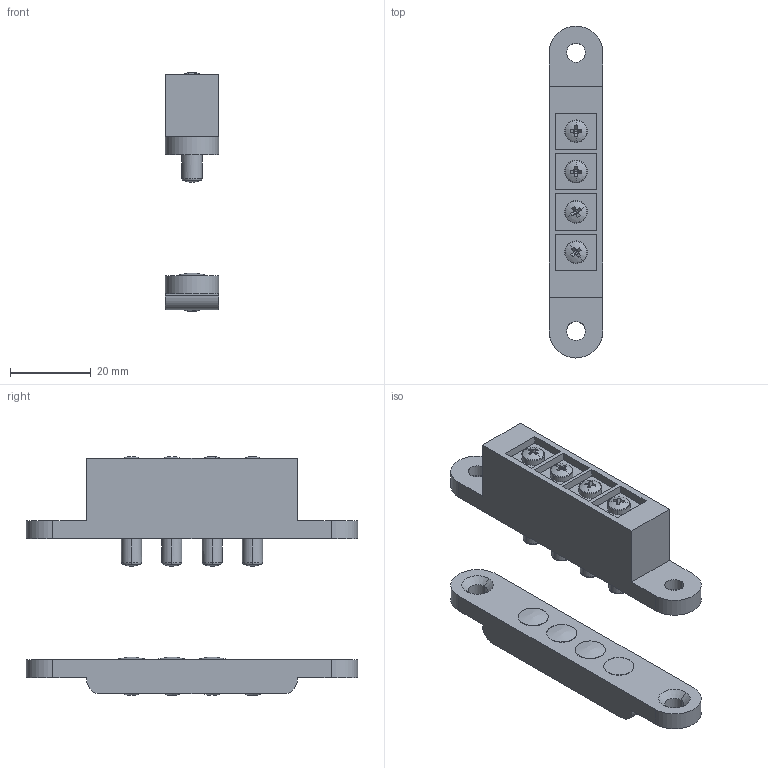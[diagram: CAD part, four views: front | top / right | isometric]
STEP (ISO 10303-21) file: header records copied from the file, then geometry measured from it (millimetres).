
FILE_DESCRIPTION (( 'STEP AP214' ), '1' );
FILE_NAME ('TC4.STEP', '2021-07-30T08:57:46', ( '' ), ( '' ), 'SwSTEP 2.0', 'SolidWorks 2020', '' );
FILE_SCHEMA (( 'AUTOMOTIVE_DESIGN' ));
Length unit declared in the file: millimetre
Products named in the file (4): TC4; TC4-1; ISO 7045 - M3 x 5 - Z - 5S_ISO 7045 - M3 x 5 - Z - 5S; TC4-2
Assembly tree (10 placements, depth 2):
  TC4
    TC4-1
    TC4-2
    ISO 7045 - M3 x 5 - Z - 5S_ISO 7045 - M3 x 5 - Z - 5S  x8
Bounding box: 13.25 x 82.25 x 59.21 mm (x, y, z)
Volume: 22051.4 mm3; surface area: 10856.7 mm2
Topology: 10 solids, 10 shells, 902 faces, 2262 edges, 1380 vertices
Faces by surface type: cone 400, plane 233, cylinder 206, torus 32, sphere 16, bspline 15
Entity records: 11200 total; most frequent: CARTESIAN_POINT 3748, DIRECTION 1297, ORIENTED_EDGE 1184, EDGE_CURVE 592, AXIS2_PLACEMENT_3D 499, VERTEX_POINT 372, VECTOR 299, LINE 299
